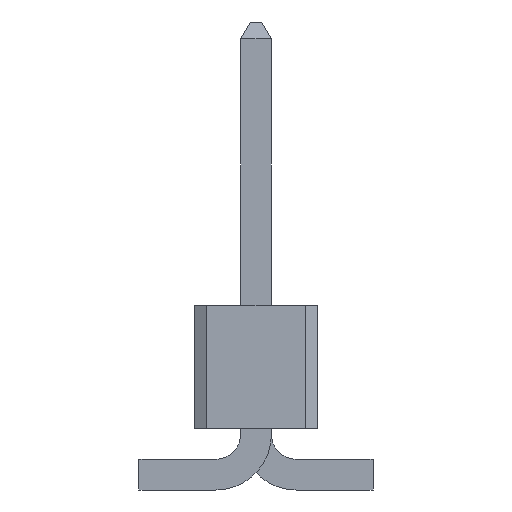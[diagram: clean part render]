
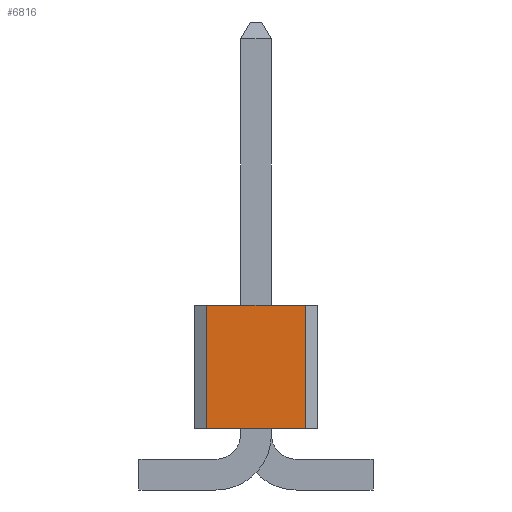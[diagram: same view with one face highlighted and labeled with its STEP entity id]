
A CAD part, left-side view. The second image highlights one B-rep face of the part: STEP entity #6816.
In plain terms, the highlighted planar face has unit normal (-1, 0, 0).
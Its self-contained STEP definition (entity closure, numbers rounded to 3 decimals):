
#269 = EDGE_CURVE ( 'NONE', #3355, #3869, #5053, .T. ) ;
#333 = DIRECTION ( 'NONE',  ( 0., 0., -1. ) ) ;
#741 = EDGE_CURVE ( 'NONE', #3869, #7906, #952, .T. ) ;
#744 = ORIENTED_EDGE ( 'NONE', *, *, #1090, .F. ) ;
#911 = CARTESIAN_POINT ( 'NONE',  ( -8.89, 1.02, 1.27 ) ) ;
#952 = LINE ( 'NONE', #6834, #4212 ) ;
#1090 = EDGE_CURVE ( 'NONE', #7630, #7906, #8097, .T. ) ;
#1550 = CARTESIAN_POINT ( 'NONE',  ( -8.89, 1.02, 3.81 ) ) ;
#1558 = AXIS2_PLACEMENT_3D ( 'NONE', #3911, #4019, #3356 ) ;
#2551 = LINE ( 'NONE', #6941, #5648 ) ;
#2886 = DIRECTION ( 'NONE',  ( 0., -1., 0. ) ) ;
#3355 = VERTEX_POINT ( 'NONE', #8176 ) ;
#3356 = DIRECTION ( 'NONE',  ( 0., 0., -1. ) ) ;
#3512 = VECTOR ( 'NONE', #333, 1000. ) ;
#3663 = DIRECTION ( 'NONE',  ( 0., -1., 0. ) ) ;
#3869 = VERTEX_POINT ( 'NONE', #911 ) ;
#3911 = CARTESIAN_POINT ( 'NONE',  ( -8.89, 1.02, 3.81 ) ) ;
#4019 = DIRECTION ( 'NONE',  ( 1., 0., 0. ) ) ;
#4212 = VECTOR ( 'NONE', #2886, 1000. ) ;
#4341 = ORIENTED_EDGE ( 'NONE', *, *, #6647, .F. ) ;
#4418 = ORIENTED_EDGE ( 'NONE', *, *, #741, .T. ) ;
#4611 = DIRECTION ( 'NONE',  ( 0., 0., -1. ) ) ;
#5053 = LINE ( 'NONE', #1550, #3512 ) ;
#5540 = FACE_OUTER_BOUND ( 'NONE', #6683, .T. ) ;
#5648 = VECTOR ( 'NONE', #3663, 1000. ) ;
#5687 = CARTESIAN_POINT ( 'NONE',  ( -8.89, -1.02, 1.27 ) ) ;
#5958 = CARTESIAN_POINT ( 'NONE',  ( -8.89, -1.02, 3.81 ) ) ;
#6143 = VECTOR ( 'NONE', #4611, 1000. ) ;
#6445 = PLANE ( 'NONE',  #1558 ) ;
#6534 = CARTESIAN_POINT ( 'NONE',  ( -8.89, -1.02, 3.81 ) ) ;
#6647 = EDGE_CURVE ( 'NONE', #3355, #7630, #2551, .T. ) ;
#6683 = EDGE_LOOP ( 'NONE', ( #4418, #744, #4341, #7175 ) ) ;
#6816 = ADVANCED_FACE ( 'NONE', ( #5540 ), #6445, .F. ) ;
#6834 = CARTESIAN_POINT ( 'NONE',  ( -8.89, 1.02, 1.27 ) ) ;
#6941 = CARTESIAN_POINT ( 'NONE',  ( -8.89, 1.02, 3.81 ) ) ;
#7175 = ORIENTED_EDGE ( 'NONE', *, *, #269, .T. ) ;
#7630 = VERTEX_POINT ( 'NONE', #5958 ) ;
#7906 = VERTEX_POINT ( 'NONE', #5687 ) ;
#8097 = LINE ( 'NONE', #6534, #6143 ) ;
#8176 = CARTESIAN_POINT ( 'NONE',  ( -8.89, 1.02, 3.81 ) ) ;
